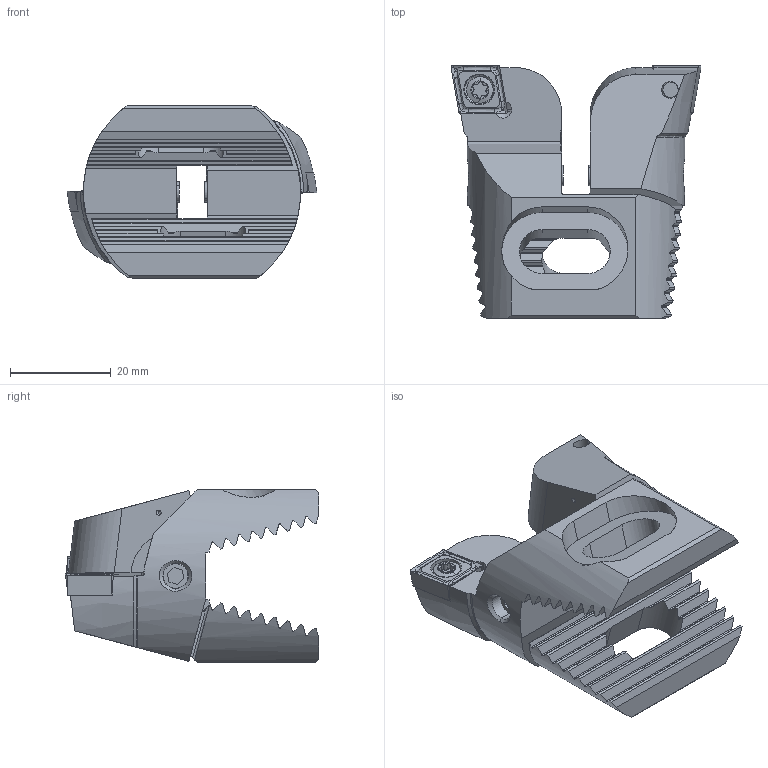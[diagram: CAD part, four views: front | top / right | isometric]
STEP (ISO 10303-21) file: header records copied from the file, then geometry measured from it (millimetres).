
FILE_DESCRIPTION (( 'STEP AP203' ), '1' );
FILE_NAME ('414.039.051.009.STEP', '2018-03-02T09:30:51', ( 'SWIAdmin' ), ( 'Hewlett-Packard Company' ), 'SwSTEP 2.0', 'SolidWorks 2017', '' );
FILE_SCHEMA (( 'CONFIG_CONTROL_DESIGN' ));
Length unit declared in the file: millimetre
Products named in the file (5): Z42-ER3.001.016; 414.039.051.009; Z42-WCB.001.028_A; WCB-ER2.001.009_A; CCMT09T304
Assembly tree (8 placements, depth 2):
  414.039.051.009
    Z42-WCB.001.028_A  x2
    WCB-ER2.001.009_A  x2
    CCMT09T304  x2
    Z42-ER3.001.016  x2
Bounding box: 49.5 x 50.1 x 34.2 mm (x, y, z)
Volume: 26970.6 mm3; surface area: 13466.3 mm2
Topology: 8 solids, 8 shells, 460 faces, 1238 edges, 776 vertices
Faces by surface type: plane 184, cylinder 152, cone 78, bspline 24, torus 18, sphere 4
Entity records: 8192 total; most frequent: CARTESIAN_POINT 2300, ORIENTED_EDGE 1214, DIRECTION 989, EDGE_CURVE 607, VERTEX_POINT 388, AXIS2_PLACEMENT_3D 365, VECTOR 259, LINE 259
